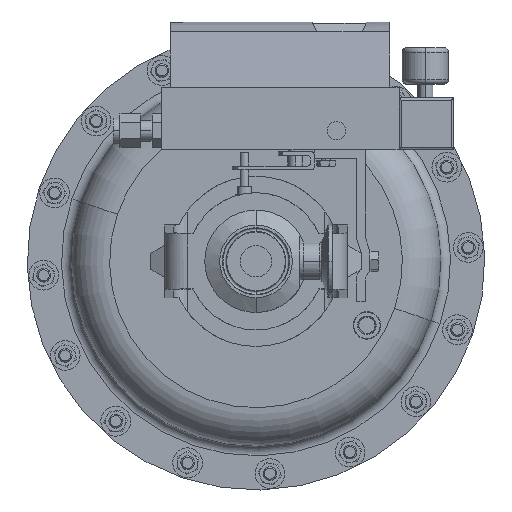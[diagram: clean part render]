
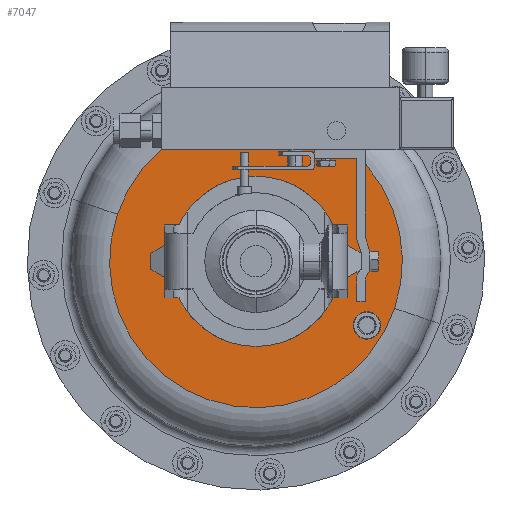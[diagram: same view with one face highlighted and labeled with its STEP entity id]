
A CAD part, front view. The second image highlights one B-rep face of the part: STEP entity #7047.
In plain terms, the highlighted planar face has unit normal (0, -1, 0).
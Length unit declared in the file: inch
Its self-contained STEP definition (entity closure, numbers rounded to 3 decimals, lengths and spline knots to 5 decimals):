
#2102 = DIRECTION ( 'NONE',  ( 0., -1., 0. ) ) ;
#3227 = CIRCLE ( 'NONE', #19843, 2.325 ) ;
#4427 = FACE_BOUND ( 'NONE', #14402, .T. ) ;
#5616 = CARTESIAN_POINT ( 'NONE',  ( 0., 7.295, 0.61305 ) ) ;
#6274 = CIRCLE ( 'NONE', #35675, 0.375 ) ;
#6675 = PLANE ( 'NONE',  #8825 ) ;
#6806 = AXIS2_PLACEMENT_3D ( 'NONE', #13927, #20147, #19910 ) ;
#7047 = ADVANCED_FACE ( 'NONE', ( #34715, #9772, #4427 ), #6675, .T. ) ;
#7373 = VERTEX_POINT ( 'NONE', #31421 ) ;
#7553 = CIRCLE ( 'NONE', #24542, 0.375 ) ;
#7635 = DIRECTION ( 'NONE',  ( 0., 0., -1. ) ) ;
#8825 = AXIS2_PLACEMENT_3D ( 'NONE', #15260, #12790, #15883 ) ;
#9422 = EDGE_LOOP ( 'NONE', ( #22629, #17494 ) ) ;
#9489 = ORIENTED_EDGE ( 'NONE', *, *, #34282, .F. ) ;
#9770 = CARTESIAN_POINT ( 'NONE',  ( 0., 7.295, -1.71195 ) ) ;
#9772 = FACE_OUTER_BOUND ( 'NONE', #21292, .T. ) ;
#10002 = CARTESIAN_POINT ( 'NONE',  ( 3.03109, 7.295, -1.13695 ) ) ;
#10301 = VERTEX_POINT ( 'NONE', #30869 ) ;
#10740 = DIRECTION ( 'NONE',  ( 0., -1., 0. ) ) ;
#12574 = ORIENTED_EDGE ( 'NONE', *, *, #36461, .T. ) ;
#12790 = DIRECTION ( 'NONE',  ( 0., -1., 0. ) ) ;
#13020 = CARTESIAN_POINT ( 'NONE',  ( 0., 7.295, 0.61305 ) ) ;
#13448 = EDGE_CURVE ( 'NONE', #27335, #20985, #3227, .T. ) ;
#13461 = CIRCLE ( 'NONE', #21591, 4. ) ;
#13927 = CARTESIAN_POINT ( 'NONE',  ( 0., 7.295, 0.61305 ) ) ;
#14067 = DIRECTION ( 'NONE',  ( 0.947, 0., -0.321 ) ) ;
#14402 = EDGE_LOOP ( 'NONE', ( #12574, #31245 ) ) ;
#15260 = CARTESIAN_POINT ( 'NONE',  ( -1.28576, 7.295, -3.17467 ) ) ;
#15609 = DIRECTION ( 'NONE',  ( 0., 1., 0. ) ) ;
#15883 = DIRECTION ( 'NONE',  ( -0.947, 0., 0.321 ) ) ;
#16305 = DIRECTION ( 'NONE',  ( 0.249, 0., -0.969 ) ) ;
#16548 = CARTESIAN_POINT ( 'NONE',  ( 3.03109, 7.295, -1.13695 ) ) ;
#16814 = ORIENTED_EDGE ( 'NONE', *, *, #24375, .F. ) ;
#17494 = ORIENTED_EDGE ( 'NONE', *, *, #18911, .F. ) ;
#18911 = EDGE_CURVE ( 'NONE', #20985, #27335, #28756, .T. ) ;
#19056 = DIRECTION ( 'NONE',  ( 0., 0., -1. ) ) ;
#19161 = CARTESIAN_POINT ( 'NONE',  ( 0., 7.295, 0.61305 ) ) ;
#19843 = AXIS2_PLACEMENT_3D ( 'NONE', #19161, #2102, #19056 ) ;
#19910 = DIRECTION ( 'NONE',  ( 0.947, 0., -0.321 ) ) ;
#20147 = DIRECTION ( 'NONE',  ( 0., 1., 0. ) ) ;
#20283 = CARTESIAN_POINT ( 'NONE',  ( 0., 7.295, 2.93805 ) ) ;
#20985 = VERTEX_POINT ( 'NONE', #20283 ) ;
#21292 = EDGE_LOOP ( 'NONE', ( #9489, #16814 ) ) ;
#21591 = AXIS2_PLACEMENT_3D ( 'NONE', #5616, #31377, #14067 ) ;
#22404 = DIRECTION ( 'NONE',  ( 0., 1., 0. ) ) ;
#22629 = ORIENTED_EDGE ( 'NONE', *, *, #13448, .F. ) ;
#24375 = EDGE_CURVE ( 'NONE', #34389, #34324, #13461, .T. ) ;
#24459 = DIRECTION ( 'NONE',  ( 0.249, 0., -0.969 ) ) ;
#24542 = AXIS2_PLACEMENT_3D ( 'NONE', #16548, #22404, #16305 ) ;
#27335 = VERTEX_POINT ( 'NONE', #9770 ) ;
#28729 = CARTESIAN_POINT ( 'NONE',  ( -3.78772, 7.295, 1.89881 ) ) ;
#28756 = CIRCLE ( 'NONE', #35467, 2.325 ) ;
#30869 = CARTESIAN_POINT ( 'NONE',  ( 3.1244, 7.295, -1.50015 ) ) ;
#31245 = ORIENTED_EDGE ( 'NONE', *, *, #35850, .T. ) ;
#31377 = DIRECTION ( 'NONE',  ( 0., 1., 0. ) ) ;
#31421 = CARTESIAN_POINT ( 'NONE',  ( 2.93778, 7.295, -0.77374 ) ) ;
#33045 = CIRCLE ( 'NONE', #6806, 4. ) ;
#34093 = CARTESIAN_POINT ( 'NONE',  ( 3.78772, 7.295, -0.67271 ) ) ;
#34282 = EDGE_CURVE ( 'NONE', #34324, #34389, #33045, .T. ) ;
#34324 = VERTEX_POINT ( 'NONE', #34093 ) ;
#34389 = VERTEX_POINT ( 'NONE', #28729 ) ;
#34715 = FACE_BOUND ( 'NONE', #9422, .T. ) ;
#35467 = AXIS2_PLACEMENT_3D ( 'NONE', #13020, #10740, #7635 ) ;
#35675 = AXIS2_PLACEMENT_3D ( 'NONE', #10002, #15609, #24459 ) ;
#35850 = EDGE_CURVE ( 'NONE', #7373, #10301, #6274, .T. ) ;
#36461 = EDGE_CURVE ( 'NONE', #10301, #7373, #7553, .T. ) ;
